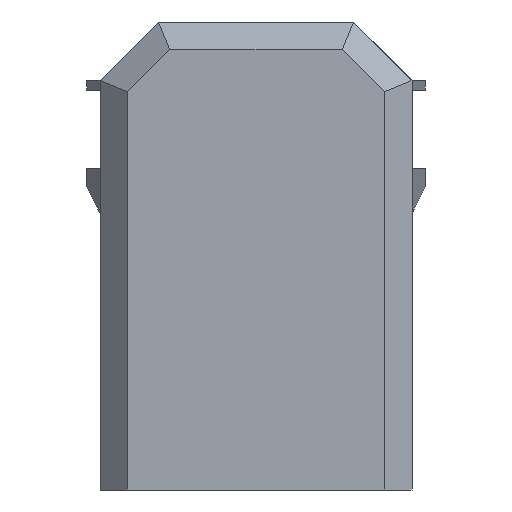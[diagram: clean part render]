
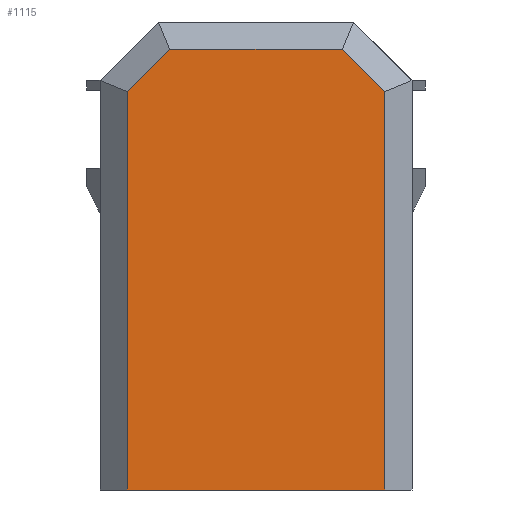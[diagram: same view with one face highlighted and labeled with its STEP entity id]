
A CAD part, left-side view. The second image highlights one B-rep face of the part: STEP entity #1115.
In plain terms, the highlighted planar face has unit normal (-1, 0, 0).
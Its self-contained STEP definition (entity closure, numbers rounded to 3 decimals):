
#121=FACE_OUTER_BOUND('',#202,.T.);
#202=EDGE_LOOP('',(#949,#950,#951,#952,#953,#954));
#312=LINE('',#1779,#439);
#317=LINE('',#1789,#444);
#321=LINE('',#1796,#448);
#324=LINE('',#1802,#451);
#325=LINE('',#1804,#452);
#327=LINE('',#1807,#454);
#439=VECTOR('',#1466,10.);
#444=VECTOR('',#1473,10.);
#448=VECTOR('',#1479,10.);
#451=VECTOR('',#1484,10.);
#452=VECTOR('',#1487,10.);
#454=VECTOR('',#1491,10.);
#550=VERTEX_POINT('',#1777);
#551=VERTEX_POINT('',#1778);
#554=VERTEX_POINT('',#1786);
#555=VERTEX_POINT('',#1788);
#557=VERTEX_POINT('',#1794);
#559=VERTEX_POINT('',#1800);
#686=EDGE_CURVE('',#550,#551,#312,.T.);
#691=EDGE_CURVE('',#554,#555,#317,.T.);
#695=EDGE_CURVE('',#557,#550,#321,.T.);
#698=EDGE_CURVE('',#559,#557,#324,.T.);
#699=EDGE_CURVE('',#555,#559,#325,.T.);
#701=EDGE_CURVE('',#551,#554,#327,.T.);
#949=ORIENTED_EDGE('',*,*,#686,.F.);
#950=ORIENTED_EDGE('',*,*,#695,.F.);
#951=ORIENTED_EDGE('',*,*,#698,.F.);
#952=ORIENTED_EDGE('',*,*,#699,.F.);
#953=ORIENTED_EDGE('',*,*,#691,.F.);
#954=ORIENTED_EDGE('',*,*,#701,.F.);
#1054=PLANE('',#1214);
#1115=ADVANCED_FACE('',(#121),#1054,.F.);
#1214=AXIS2_PLACEMENT_3D('',#1806,#1489,#1490);
#1466=DIRECTION('',(0.,0.,-1.));
#1473=DIRECTION('',(0.,0.,1.));
#1479=DIRECTION('',(0.,-0.707,-0.707));
#1484=DIRECTION('',(0.,-1.,0.));
#1487=DIRECTION('',(0.,-0.707,0.707));
#1489=DIRECTION('center_axis',(1.,0.,0.));
#1490=DIRECTION('ref_axis',(0.,1.,0.));
#1491=DIRECTION('',(0.,1.,0.));
#1777=CARTESIAN_POINT('',(0.,7.,102.101));
#1778=CARTESIAN_POINT('',(0.,7.,0.));
#1779=CARTESIAN_POINT('',(0.,7.,90.));
#1786=CARTESIAN_POINT('',(0.,73.,0.));
#1788=CARTESIAN_POINT('',(0.,73.,102.101));
#1789=CARTESIAN_POINT('',(0.,73.,30.));
#1794=CARTESIAN_POINT('',(0.,17.899,113.));
#1796=CARTESIAN_POINT('',(0.,7.45,102.55));
#1800=CARTESIAN_POINT('',(0.,62.101,113.));
#1802=CARTESIAN_POINT('',(0.,60.,113.));
#1804=CARTESIAN_POINT('',(0.,72.55,102.55));
#1806=CARTESIAN_POINT('Origin',(0.,40.,60.));
#1807=CARTESIAN_POINT('',(0.,0.,0.));
